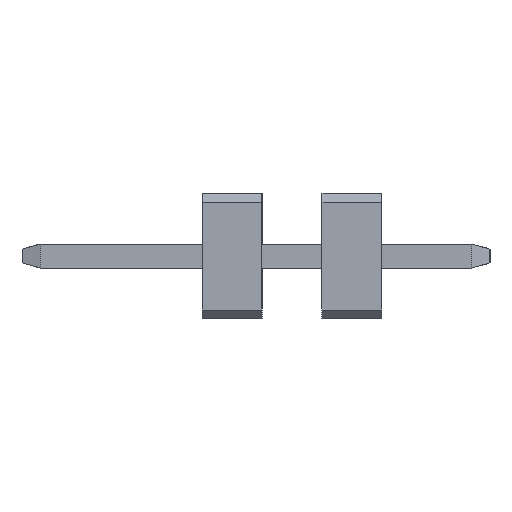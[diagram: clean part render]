
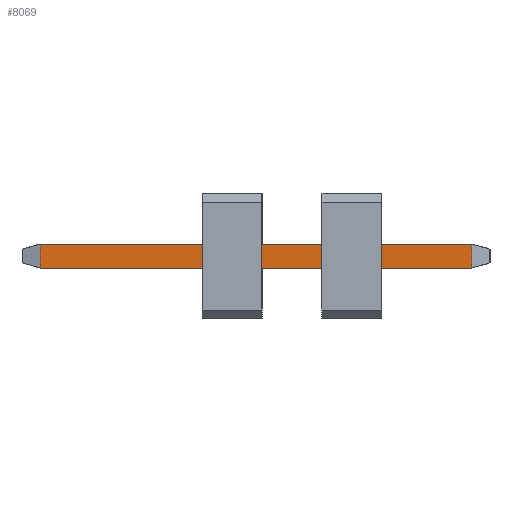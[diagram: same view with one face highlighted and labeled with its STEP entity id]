
A CAD part, left-side view. The second image highlights one B-rep face of the part: STEP entity #8069.
In plain terms, the highlighted planar face has unit normal (-1, 0, 0).
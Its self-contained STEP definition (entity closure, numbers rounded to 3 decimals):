
#7830=CARTESIAN_POINT('',(-0.2,-1.5,-0.2));
#7831=VERTEX_POINT('',#7830);
#7861=CARTESIAN_POINT('',(-0.2,5.7,-0.2));
#7862=VERTEX_POINT('',#7861);
#7863=CARTESIAN_POINT('',(-0.2,-1.5,-0.2));
#7864=DIRECTION('',(0.,1.,0.));
#7865=VECTOR('',#7864,7.2);
#7866=LINE('',#7863,#7865);
#7867=EDGE_CURVE('',#7831,#7862,#7866,.T.);
#8011=CARTESIAN_POINT('',(-0.2,-1.5,0.2));
#8012=VERTEX_POINT('',#8011);
#8037=CARTESIAN_POINT('',(-0.2,-1.5,0.2));
#8038=DIRECTION('',(0.,0.,-1.));
#8039=VECTOR('',#8038,0.4);
#8040=LINE('',#8037,#8039);
#8041=EDGE_CURVE('',#8012,#7831,#8040,.T.);
#8046=CARTESIAN_POINT('',(-0.2,-1.8,-0.2));
#8047=DIRECTION('',(0.,0.,1.));
#8048=DIRECTION('',(-1.,0.,0.));
#8049=AXIS2_PLACEMENT_3D('',#8046,#8048,#8047);
#8050=PLANE('',#8049);
#8051=ORIENTED_EDGE('',*,*,#7867,.F.);
#8052=ORIENTED_EDGE('',*,*,#8041,.F.);
#8053=CARTESIAN_POINT('',(-0.2,5.7,0.2));
#8054=VERTEX_POINT('',#8053);
#8055=CARTESIAN_POINT('',(-0.2,-1.5,0.2));
#8056=DIRECTION('',(0.,1.,0.));
#8057=VECTOR('',#8056,7.2);
#8058=LINE('',#8055,#8057);
#8059=EDGE_CURVE('',#8012,#8054,#8058,.T.);
#8060=ORIENTED_EDGE('',*,*,#8059,.T.);
#8061=CARTESIAN_POINT('',(-0.2,5.7,0.2));
#8062=DIRECTION('',(0.,0.,-1.));
#8063=VECTOR('',#8062,0.4);
#8064=LINE('',#8061,#8063);
#8065=EDGE_CURVE('',#8054,#7862,#8064,.T.);
#8066=ORIENTED_EDGE('',*,*,#8065,.T.);
#8067=EDGE_LOOP('',(#8051,#8052,#8060,#8066));
#8068=FACE_OUTER_BOUND('',#8067,.T.);
#8069=ADVANCED_FACE('',(#8068),#8050,.T.);
